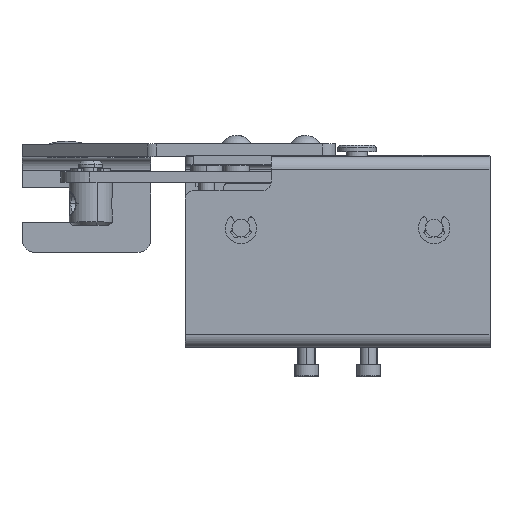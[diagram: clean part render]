
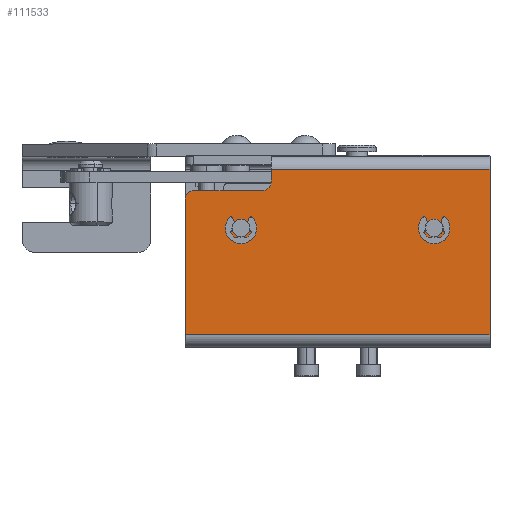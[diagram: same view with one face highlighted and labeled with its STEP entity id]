
A CAD part, top view. The second image highlights one B-rep face of the part: STEP entity #111533.
In plain terms, the highlighted planar face has unit normal (0, 0, 1).
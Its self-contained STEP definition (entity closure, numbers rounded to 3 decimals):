
#7130=CARTESIAN_POINT('',(-33.5,117.,49.8));
#7131=DIRECTION('',(0.,0.,-1.));
#7132=DIRECTION('',(-1.,0.,0.));
#7133=AXIS2_PLACEMENT_3D('',#7130,#7131,#7132);
#7135=CARTESIAN_POINT('',(-17.5,121.,49.8));
#7136=DIRECTION('',(0.,0.,1.));
#7137=DIRECTION('',(0.,-1.,0.));
#7138=AXIS2_PLACEMENT_3D('',#7135,#7136,#7137);
#7140=DIRECTION('',(0.,1.,0.));
#7141=VECTOR('',#7140,3.);
#7142=CARTESIAN_POINT('',(-15.5,121.,49.8));
#7143=LINE('',#7142,#7141);
#7144=DIRECTION('',(1.,0.,0.));
#7145=VECTOR('',#7144,51.);
#7146=CARTESIAN_POINT('',(-15.5,124.,49.8));
#7147=LINE('',#7146,#7145);
#7148=CARTESIAN_POINT('',(22.5,110.3,49.8));
#7149=DIRECTION('',(0.,0.,1.));
#7150=DIRECTION('',(-1.,0.,0.));
#7151=AXIS2_PLACEMENT_3D('',#7148,#7149,#7150);
#7153=CARTESIAN_POINT('',(22.5,110.3,49.8));
#7154=DIRECTION('',(0.,0.,1.));
#7155=DIRECTION('',(1.,0.,0.));
#7156=AXIS2_PLACEMENT_3D('',#7153,#7154,#7155);
#7158=CARTESIAN_POINT('',(-22.5,110.3,49.8));
#7159=DIRECTION('',(0.,0.,1.));
#7160=DIRECTION('',(-1.,0.,0.));
#7161=AXIS2_PLACEMENT_3D('',#7158,#7159,#7160);
#7163=CARTESIAN_POINT('',(-22.5,110.3,49.8));
#7164=DIRECTION('',(0.,0.,1.));
#7165=DIRECTION('',(1.,0.,0.));
#7166=AXIS2_PLACEMENT_3D('',#7163,#7164,#7165);
#7168=DIRECTION('',(0.,-1.,0.));
#7169=VECTOR('',#7168,31.5);
#7170=CARTESIAN_POINT('',(-35.5,117.,49.8));
#7171=LINE('',#7170,#7169);
#7190=DIRECTION('',(1.,0.,0.));
#7191=VECTOR('',#7190,71.);
#7192=CARTESIAN_POINT('',(-35.5,85.5,49.8));
#7193=LINE('',#7192,#7191);
#7208=DIRECTION('',(0.,1.,0.));
#7209=VECTOR('',#7208,38.5);
#7210=CARTESIAN_POINT('',(35.5,85.5,49.8));
#7211=LINE('',#7210,#7209);
#7814=DIRECTION('',(-1.,0.,0.));
#7815=VECTOR('',#7814,16.);
#7816=CARTESIAN_POINT('',(-17.5,119.,49.8));
#7817=LINE('',#7816,#7815);
#66972=CARTESIAN_POINT('',(35.5,124.,49.8));
#66973=VERTEX_POINT('',#66972);
#66985=CARTESIAN_POINT('',(-15.5,121.,49.8));
#66987=VERTEX_POINT('',#66985);
#66988=CARTESIAN_POINT('',(-17.5,119.,49.8));
#66989=VERTEX_POINT('',#66988);
#66992=CARTESIAN_POINT('',(-24.6,110.3,49.8));
#66993=CARTESIAN_POINT('',(-20.4,110.3,49.8));
#66994=VERTEX_POINT('',#66992);
#66995=VERTEX_POINT('',#66993);
#66996=CARTESIAN_POINT('',(20.4,110.3,49.8));
#66997=CARTESIAN_POINT('',(24.6,110.3,49.8));
#66998=VERTEX_POINT('',#66996);
#66999=VERTEX_POINT('',#66997);
#67000=CARTESIAN_POINT('',(-35.5,117.,49.8));
#67001=CARTESIAN_POINT('',(-33.5,119.,49.8));
#67002=VERTEX_POINT('',#67000);
#67003=VERTEX_POINT('',#67001);
#67004=CARTESIAN_POINT('',(-15.5,124.,49.8));
#67005=VERTEX_POINT('',#67004);
#67012=CARTESIAN_POINT('',(-35.5,85.5,49.8));
#67013=VERTEX_POINT('',#67012);
#67020=CARTESIAN_POINT('',(35.5,85.5,49.8));
#67021=VERTEX_POINT('',#67020);
#111500=CARTESIAN_POINT('',(0.,104.75,49.8));
#111501=DIRECTION('',(0.,0.,1.));
#111502=DIRECTION('',(0.,-1.,0.));
#111503=AXIS2_PLACEMENT_3D('',#111500,#111501,#111502);
#111504=PLANE('',#111503);
#111506=ORIENTED_EDGE('',*,*,#111505,.F.);
#111508=ORIENTED_EDGE('',*,*,#111507,.T.);
#111510=ORIENTED_EDGE('',*,*,#111509,.F.);
#111512=ORIENTED_EDGE('',*,*,#111511,.T.);
#111513=ORIENTED_EDGE('',*,*,#111482,.T.);
#111514=ORIENTED_EDGE('',*,*,#111337,.T.);
#111516=ORIENTED_EDGE('',*,*,#111515,.F.);
#111518=ORIENTED_EDGE('',*,*,#111517,.F.);
#111519=EDGE_LOOP('',(#111506,#111508,#111510,#111512,#111513,#111514,#111516,
#111518));
#111520=FACE_OUTER_BOUND('',#111519,.F.);
#111522=ORIENTED_EDGE('',*,*,#111521,.T.);
#111524=ORIENTED_EDGE('',*,*,#111523,.T.);
#111525=EDGE_LOOP('',(#111522,#111524));
#111526=FACE_BOUND('',#111525,.F.);
#111528=ORIENTED_EDGE('',*,*,#111527,.T.);
#111530=ORIENTED_EDGE('',*,*,#111529,.T.);
#111531=EDGE_LOOP('',(#111528,#111530));
#111532=FACE_BOUND('',#111531,.F.);
#7134=CIRCLE('',#7133,2.);
#7139=CIRCLE('',#7138,2.);
#7152=CIRCLE('',#7151,2.1);
#7157=CIRCLE('',#7156,2.1);
#7162=CIRCLE('',#7161,2.1);
#7167=CIRCLE('',#7166,2.1);
#111337=EDGE_CURVE('',#67005,#66973,#7147,.T.);
#111482=EDGE_CURVE('',#66987,#67005,#7143,.T.);
#111505=EDGE_CURVE('',#67002,#67013,#7171,.T.);
#111507=EDGE_CURVE('',#67002,#67003,#7134,.T.);
#111509=EDGE_CURVE('',#66989,#67003,#7817,.T.);
#111511=EDGE_CURVE('',#66989,#66987,#7139,.T.);
#111515=EDGE_CURVE('',#67021,#66973,#7211,.T.);
#111517=EDGE_CURVE('',#67013,#67021,#7193,.T.);
#111521=EDGE_CURVE('',#66998,#66999,#7152,.T.);
#111523=EDGE_CURVE('',#66999,#66998,#7157,.T.);
#111527=EDGE_CURVE('',#66994,#66995,#7162,.T.);
#111529=EDGE_CURVE('',#66995,#66994,#7167,.T.);
#111533=ADVANCED_FACE('',(#111520,#111526,#111532),#111504,.T.);
